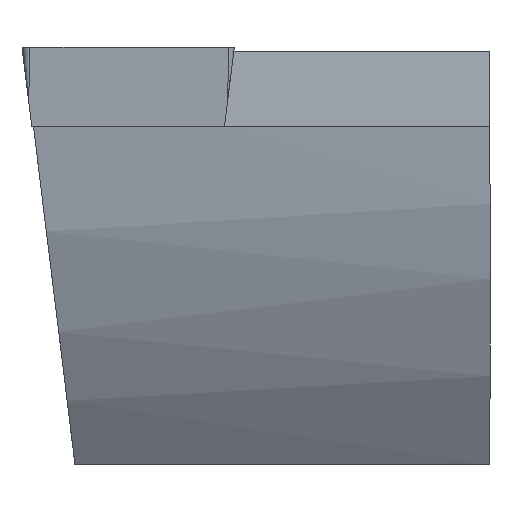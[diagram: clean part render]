
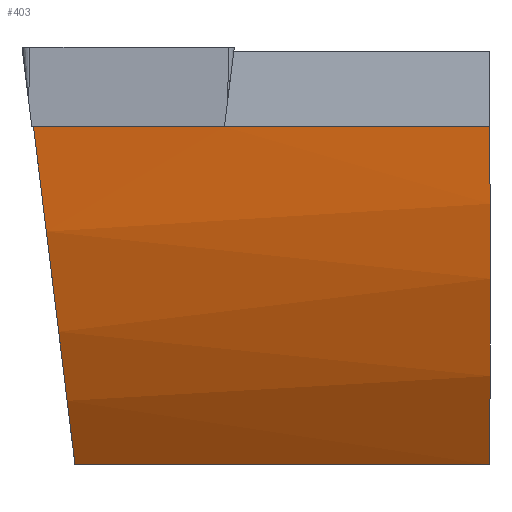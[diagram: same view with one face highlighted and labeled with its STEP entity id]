
A CAD part, front view. The second image highlights one B-rep face of the part: STEP entity #403.
In plain terms, the highlighted cylindrical face has radius 40 mm (diameter 80 mm), a partial arc.
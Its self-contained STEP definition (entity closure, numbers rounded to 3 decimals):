
#99=CYLINDRICAL_SURFACE('',#921,40.);
#102=ELLIPSE('',#897,40.617,40.);
#103=ELLIPSE('',#915,40.922,40.);
#403=ADVANCED_FACE('',(#431),#99,.T.);
#431=FACE_OUTER_BOUND('',#472,.T.);
#472=EDGE_LOOP('',(#630,#631,#632,#633,#634));
#630=ORIENTED_EDGE('',*,*,#732,.T.);
#631=ORIENTED_EDGE('',*,*,#755,.F.);
#632=ORIENTED_EDGE('',*,*,#756,.T.);
#633=ORIENTED_EDGE('',*,*,#751,.T.);
#634=ORIENTED_EDGE('',*,*,#723,.T.);
#662=VERTEX_POINT('',#1168);
#663=VERTEX_POINT('',#1169);
#668=VERTEX_POINT('',#1185);
#682=VERTEX_POINT('',#1229);
#684=VERTEX_POINT('',#1235);
#723=EDGE_CURVE('',#662,#663,#789,.T.);
#732=EDGE_CURVE('',#663,#668,#102,.T.);
#751=EDGE_CURVE('',#682,#662,#103,.T.);
#755=EDGE_CURVE('',#684,#668,#811,.T.);
#756=EDGE_CURVE('',#684,#682,#812,.T.);
#789=LINE('',#1167,#845);
#811=LINE('',#1236,#867);
#812=LINE('',#1238,#868);
#845=VECTOR('',#993,1.);
#867=VECTOR('',#1063,1.);
#868=VECTOR('',#1066,1.);
#897=AXIS2_PLACEMENT_3D('',#1184,#1008,#1009);
#915=AXIS2_PLACEMENT_3D('',#1228,#1056,#1057);
#921=AXIS2_PLACEMENT_3D('',#1246,#1076,#1077);
#993=DIRECTION('',(0.985,0.174,0.));
#1008=DIRECTION('',(-1.,0.,0.));
#1009=DIRECTION('',(0.,-1.,0.));
#1056=DIRECTION('',(0.993,0.,0.122));
#1057=DIRECTION('',(-0.069,-0.823,0.564));
#1063=DIRECTION('',(0.985,0.174,0.));
#1066=DIRECTION('',(-0.985,-0.174,0.));
#1076=DIRECTION('',(-0.985,-0.174,0.));
#1077=DIRECTION('',(0.174,-0.985,0.));
#1167=CARTESIAN_POINT('',(46.122,17.369,-25.));
#1168=CARTESIAN_POINT('',(3.17,9.796,-25.));
#1169=CARTESIAN_POINT('',(28.,14.174,-25.));
#1184=CARTESIAN_POINT('',(28.,45.881,0.));
#1185=CARTESIAN_POINT('',(28.,5.552,-4.76));
#1228=CARTESIAN_POINT('',(0.101,40.961,0.));
#1229=CARTESIAN_POINT('',(0.685,0.736,-4.76));
#1235=CARTESIAN_POINT('',(12.116,2.751,-4.76));
#1236=CARTESIAN_POINT('',(-3.488,0.,-4.76));
#1238=CARTESIAN_POINT('',(47.597,9.008,-4.76));
#1246=CARTESIAN_POINT('',(40.7,48.12,0.));
